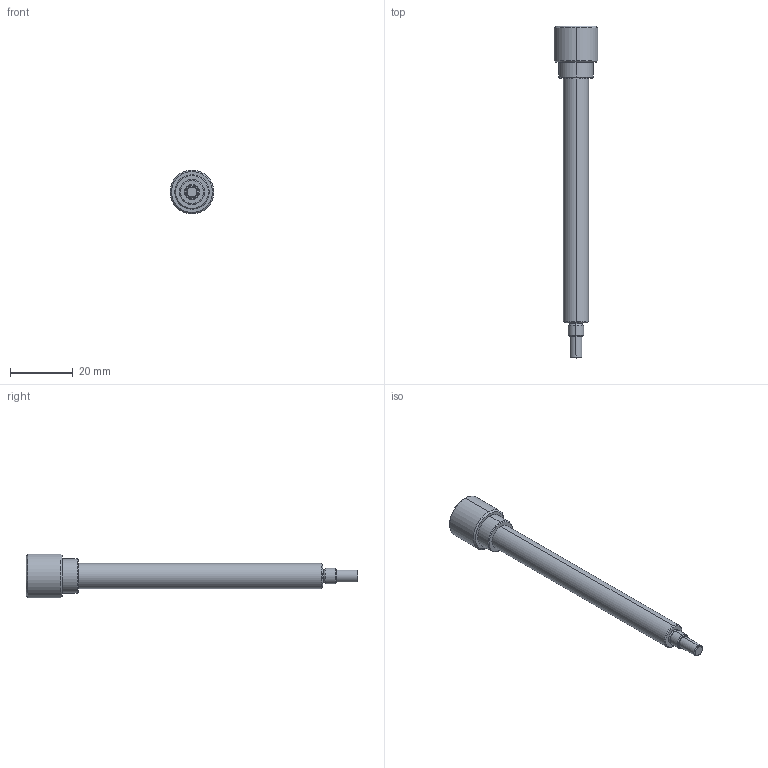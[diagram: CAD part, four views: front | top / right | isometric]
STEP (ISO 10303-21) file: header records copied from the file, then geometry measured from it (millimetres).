
FILE_DESCRIPTION (( 'STEP AP214' ), '1' );
FILE_NAME ('INGUN_41367.STEP', '2022-04-13T11:33:45', ( '' ), ( '' ), 'SwSTEP 2.0', 'SolidWorks 2018', '' );
FILE_SCHEMA (( 'AUTOMOTIVE_DESIGN' ));
Length unit declared in the file: millimetre
Products named in the file (1): INGUN_41367
Bounding box: 14 x 106 x 14 mm (x, y, z)
Volume: 6331.1 mm3; surface area: 3070.1 mm2
Topology: 1 solids, 1 shells, 33 faces, 64 edges, 38 vertices
Faces by surface type: cone 12, cylinder 10, plane 7, torus 4
Entity records: 904 total; most frequent: DIRECTION 174, CARTESIAN_POINT 136, ORIENTED_EDGE 128, AXIS2_PLACEMENT_3D 76, EDGE_CURVE 64, CIRCLE 42, VERTEX_POINT 38, EDGE_LOOP 38
